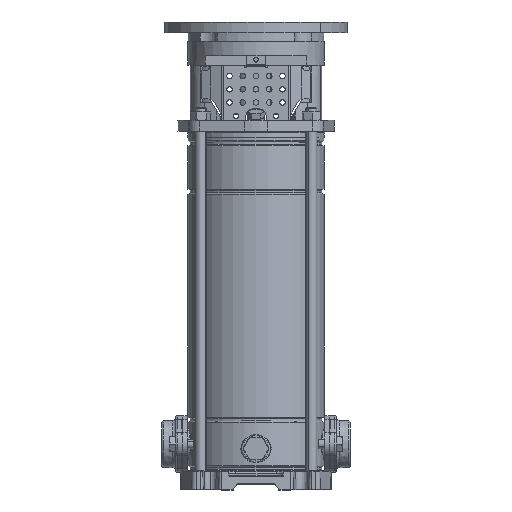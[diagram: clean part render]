
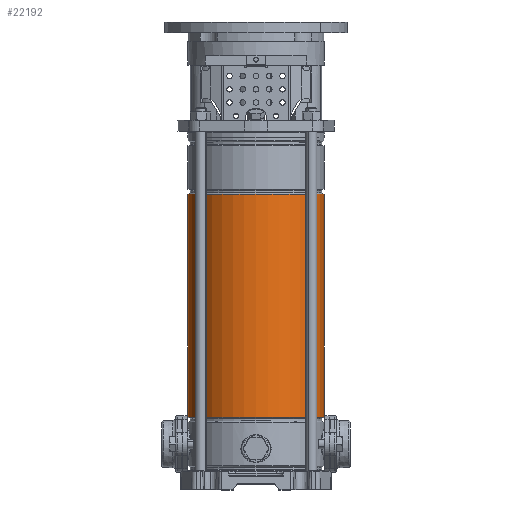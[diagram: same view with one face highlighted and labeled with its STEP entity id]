
A CAD part, top view. The second image highlights one B-rep face of the part: STEP entity #22192.
In plain terms, the highlighted cylindrical face has radius 74.4 mm (diameter 148.8 mm), a partial arc.
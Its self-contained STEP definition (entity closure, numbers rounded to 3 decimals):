
#416 = VERTEX_POINT ( 'NONE', #32972 ) ;
#3534 = AXIS2_PLACEMENT_3D ( 'NONE', #11521, #21722, #19226 ) ;
#4175 = ORIENTED_EDGE ( 'NONE', *, *, #23929, .T. ) ;
#4756 = CIRCLE ( 'NONE', #15388, 74.4 ) ;
#5218 = ORIENTED_EDGE ( 'NONE', *, *, #14145, .F. ) ;
#5696 = ORIENTED_EDGE ( 'NONE', *, *, #5886, .F. ) ;
#5733 = VERTEX_POINT ( 'NONE', #25089 ) ;
#5886 = EDGE_CURVE ( 'NONE', #26750, #5733, #4756, .T. ) ;
#5983 = EDGE_LOOP ( 'NONE', ( #5218, #8009, #4175, #5696 ) ) ;
#6356 = FACE_OUTER_BOUND ( 'NONE', #5983, .T. ) ;
#6754 = VECTOR ( 'NONE', #14500, 1000. ) ;
#8009 = ORIENTED_EDGE ( 'NONE', *, *, #10161, .T. ) ;
#9485 = VERTEX_POINT ( 'NONE', #16006 ) ;
#10161 = EDGE_CURVE ( 'NONE', #9485, #416, #17371, .T. ) ;
#11521 = CARTESIAN_POINT ( 'NONE',  ( 0., 0., 0. ) ) ;
#14145 = EDGE_CURVE ( 'NONE', #9485, #26750, #21799, .T. ) ;
#14193 = CARTESIAN_POINT ( 'NONE',  ( 74.4, 0., 67.336 ) ) ;
#14433 = DIRECTION ( 'NONE',  ( 0., 0., -1. ) ) ;
#14500 = DIRECTION ( 'NONE',  ( 0., 0., -1. ) ) ;
#15379 = DIRECTION ( 'NONE',  ( 0., 0., -1. ) ) ;
#15388 = AXIS2_PLACEMENT_3D ( 'NONE', #17733, #15379, #27940 ) ;
#16006 = CARTESIAN_POINT ( 'NONE',  ( 74.4, 0., 311.164 ) ) ;
#17371 = CIRCLE ( 'NONE', #25909, 74.4 ) ;
#17502 = CARTESIAN_POINT ( 'NONE',  ( -74.4, 0., 0. ) ) ;
#17733 = CARTESIAN_POINT ( 'NONE',  ( 0., 0., 67.336 ) ) ;
#17955 = VECTOR ( 'NONE', #14433, 1000. ) ;
#19226 = DIRECTION ( 'NONE',  ( -1., 0., 0. ) ) ;
#21722 = DIRECTION ( 'NONE',  ( 0., 0., -1. ) ) ;
#21799 = LINE ( 'NONE', #27153, #17955 ) ;
#22192 = ADVANCED_FACE ( 'NONE', ( #6356 ), #24224, .T. ) ;
#23308 = DIRECTION ( 'NONE',  ( -1., 0., 0. ) ) ;
#23929 = EDGE_CURVE ( 'NONE', #416, #5733, #25025, .T. ) ;
#24224 = CYLINDRICAL_SURFACE ( 'NONE', #3534, 74.4 ) ;
#25025 = LINE ( 'NONE', #17502, #6754 ) ;
#25089 = CARTESIAN_POINT ( 'NONE',  ( -74.4, 0., 67.336 ) ) ;
#25318 = CARTESIAN_POINT ( 'NONE',  ( 0., 0., 311.164 ) ) ;
#25909 = AXIS2_PLACEMENT_3D ( 'NONE', #25318, #30678, #23308 ) ;
#26750 = VERTEX_POINT ( 'NONE', #14193 ) ;
#27153 = CARTESIAN_POINT ( 'NONE',  ( 74.4, 0., 0. ) ) ;
#27940 = DIRECTION ( 'NONE',  ( -1., 0., 0. ) ) ;
#30678 = DIRECTION ( 'NONE',  ( 0., 0., -1. ) ) ;
#32972 = CARTESIAN_POINT ( 'NONE',  ( -74.4, 0., 311.164 ) ) ;
